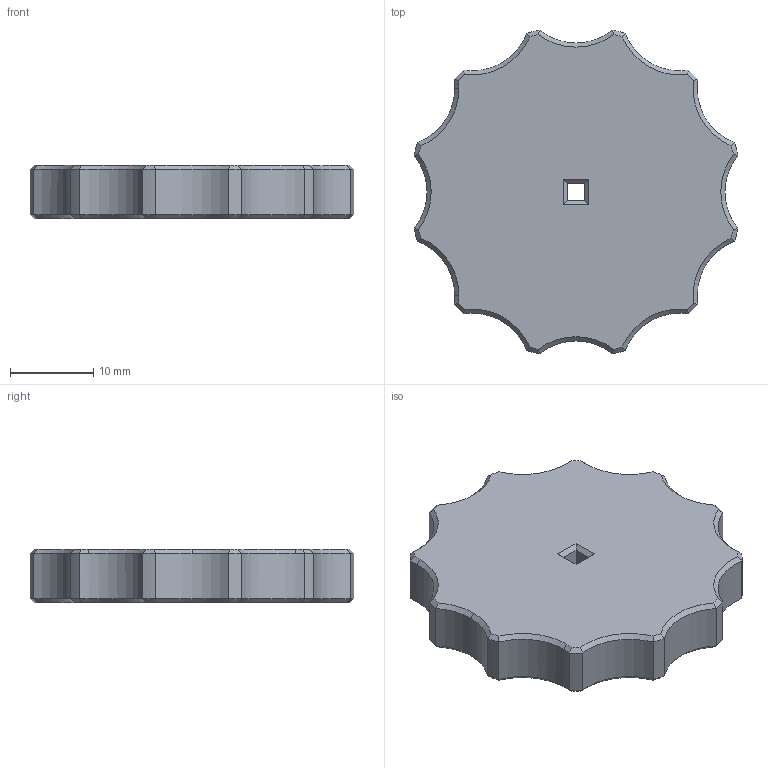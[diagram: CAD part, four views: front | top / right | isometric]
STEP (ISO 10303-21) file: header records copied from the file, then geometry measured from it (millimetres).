
FILE_DESCRIPTION (( 'STEP AP203' ), '1' );
FILE_NAME ('Heatsink Tapping Tool.STEP', '2025-11-29T17:00:06', ( '' ), ( '' ), 'SwSTEP 2.0', 'SolidWorks 2025', '' );
FILE_SCHEMA (( 'CONFIG_CONTROL_DESIGN' ));
Length unit declared in the file: millimetre
Products named in the file (1): Heatsink Tapping Tool
Bounding box: 39.02 x 39.02 x 6.5 mm (x, y, z)
Volume: 7143 mm3; surface area: 3047.2 mm2
Topology: 1 solids, 1 shells, 95 faces, 220 edges, 127 vertices
Faces by surface type: cone 54, cylinder 27, plane 14
Entity records: 2800 total; most frequent: CARTESIAN_POINT 587, DIRECTION 475, ORIENTED_EDGE 440, EDGE_CURVE 220, AXIS2_PLACEMENT_3D 207, VERTEX_POINT 127, CIRCLE 111, EDGE_LOOP 97
